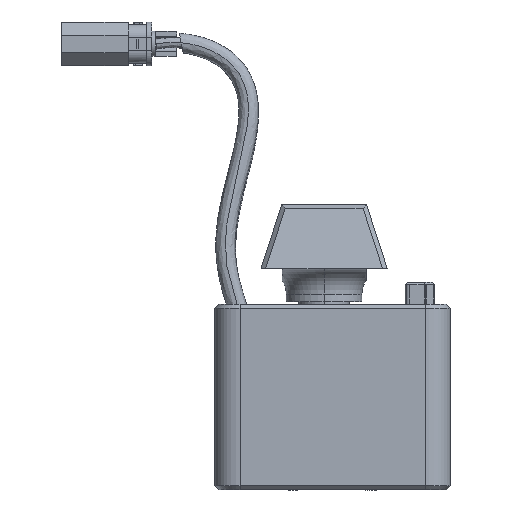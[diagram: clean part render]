
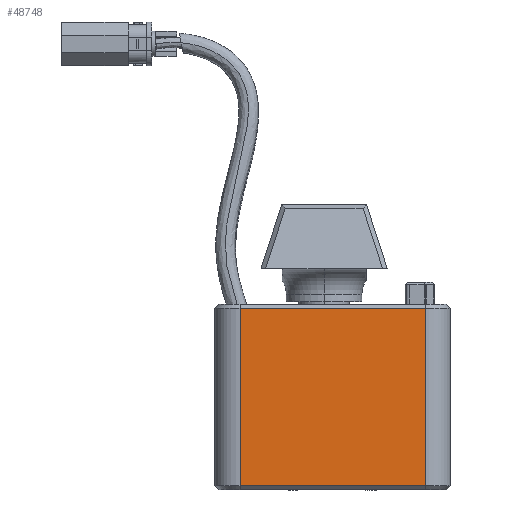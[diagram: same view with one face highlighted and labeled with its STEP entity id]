
A CAD part, left-side view. The second image highlights one B-rep face of the part: STEP entity #48748.
In plain terms, the highlighted planar face has unit normal (-1, 0, 0).
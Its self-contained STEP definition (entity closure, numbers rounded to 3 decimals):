
#48721=AXIS2_PLACEMENT_3D('Plane Axis2P3D',#48718,#48719,#48720) ;
#47557=CARTESIAN_POINT('Vertex',(8.91,1.958,-15.3)) ;
#47560=CARTESIAN_POINT('Line Origine',(8.91,12.958,-15.3)) ;
#47564=CARTESIAN_POINT('Vertex',(8.91,23.958,-15.3)) ;
#48718=CARTESIAN_POINT('Axis2P3D Location',(8.91,1.958,-2.9)) ;
#48723=CARTESIAN_POINT('Line Origine',(8.91,12.958,5.8)) ;
#48727=CARTESIAN_POINT('Vertex',(8.91,1.958,5.8)) ;
#48729=CARTESIAN_POINT('Vertex',(8.91,23.958,5.8)) ;
#48732=CARTESIAN_POINT('Line Origine',(8.91,23.958,-4.75)) ;
#48737=CARTESIAN_POINT('Line Origine',(8.91,1.958,-4.75)) ;
#47561=DIRECTION('Vector Direction',(0.,1.,0.)) ;
#48719=DIRECTION('Axis2P3D Direction',(-1.,0.,0.)) ;
#48720=DIRECTION('Axis2P3D XDirection',(0.,1.,0.)) ;
#48724=DIRECTION('Vector Direction',(0.,-1.,0.)) ;
#48733=DIRECTION('Vector Direction',(0.,0.,-1.)) ;
#48738=DIRECTION('Vector Direction',(0.,0.,-1.)) ;
#47562=VECTOR('Line Direction',#47561,1.) ;
#48725=VECTOR('Line Direction',#48724,1.) ;
#48734=VECTOR('Line Direction',#48733,1.) ;
#48739=VECTOR('Line Direction',#48738,1.) ;
#48743=ORIENTED_EDGE('',*,*,#48731,.T.) ;
#48744=ORIENTED_EDGE('',*,*,#48736,.T.) ;
#48745=ORIENTED_EDGE('',*,*,#47566,.F.) ;
#48746=ORIENTED_EDGE('',*,*,#48741,.F.) ;
#48748=ADVANCED_FACE('IE1500 NEW MAIN CONTROLLER SHELL 20240422.1\\20240325 NEW UPR.2',(#48747),#48722,.T.) ;
#47566=EDGE_CURVE('',#47558,#47565,#47563,.T.) ;
#48731=EDGE_CURVE('',#48728,#48730,#48726,.F.) ;
#48736=EDGE_CURVE('',#48730,#47565,#48735,.T.) ;
#48741=EDGE_CURVE('',#48728,#47558,#48740,.T.) ;
#48742=EDGE_LOOP('',(#48743,#48744,#48745,#48746)) ;
#48747=FACE_OUTER_BOUND('',#48742,.T.) ;
#47563=LINE('Line',#47560,#47562) ;
#48726=LINE('Line',#48723,#48725) ;
#48735=LINE('Line',#48732,#48734) ;
#48740=LINE('Line',#48737,#48739) ;
#48722=PLANE('Plane',#48721) ;
#47558=VERTEX_POINT('',#47557) ;
#47565=VERTEX_POINT('',#47564) ;
#48728=VERTEX_POINT('',#48727) ;
#48730=VERTEX_POINT('',#48729) ;
